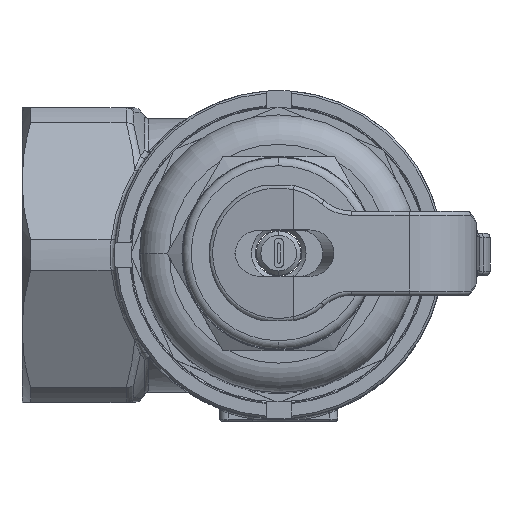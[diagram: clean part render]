
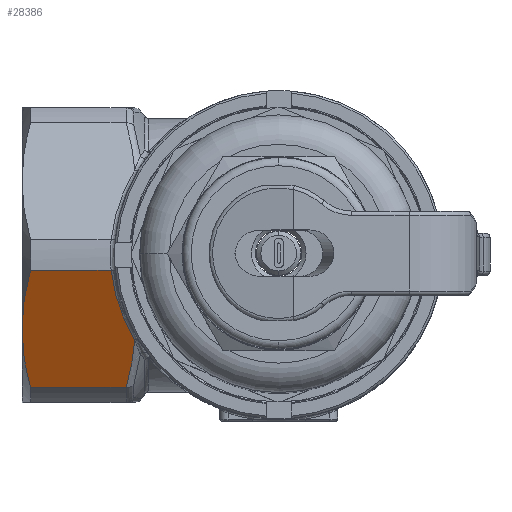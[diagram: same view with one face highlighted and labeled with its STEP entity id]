
A CAD part, top view. The second image highlights one B-rep face of the part: STEP entity #28386.
In plain terms, the highlighted planar face has unit normal (0, -0.5, 0.866).
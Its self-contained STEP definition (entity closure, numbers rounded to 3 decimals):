
#27615=CARTESIAN_POINT('',(-61.,-17.5,30.311));
#27616=VERTEX_POINT('',#27615);
#27788=CARTESIAN_POINT('',(-58.979,-3.61,38.33));
#27789=VERTEX_POINT('',#27788);
#27790=CARTESIAN_POINT('',(-39.828,-3.61,38.33));
#27791=VERTEX_POINT('',#27790);
#27792=CARTESIAN_POINT('',(-58.979,-3.61,38.33));
#27793=DIRECTION('',(1.,0.,0.));
#27794=VECTOR('',#27793,19.151);
#27795=LINE('',#27792,#27794);
#27796=EDGE_CURVE('NONE',#27789,#27791,#27795,.T.);
#28084=CARTESIAN_POINT('',(-58.979,-31.39,22.291));
#28085=VERTEX_POINT('',#28084);
#28119=CARTESIAN_POINT('',(-36.265,-31.39,22.291));
#28120=VERTEX_POINT('',#28119);
#28128=CARTESIAN_POINT('',(-36.265,-31.39,22.291));
#28129=DIRECTION('',(-1.,-0.,-0.));
#28130=VECTOR('',#28129,22.714);
#28131=LINE('',#28128,#28130);
#28132=EDGE_CURVE('NONE',#28120,#28085,#28131,.T.);
#28330=CARTESIAN_POINT('',(0.001,-35.,20.207));
#28331=DIRECTION('',(0.,0.5,-0.866));
#28332=DIRECTION('',(-0.,0.866,0.5));
#28333=AXIS2_PLACEMENT_3D('',#28330,#28331,#28332);
#28334=PLANE('',#28333);
#28335=CARTESIAN_POINT('',(-34.22,-20.213,28.745));
#28336=VERTEX_POINT('',#28335);
#28337=CARTESIAN_POINT('',(-36.265,-31.39,22.291));
#28338=CARTESIAN_POINT('',(-35.731,-29.557,23.35));
#28339=CARTESIAN_POINT('',(-35.278,-27.708,24.417));
#28340=CARTESIAN_POINT('',(-34.58,-23.975,26.573));
#28341=CARTESIAN_POINT('',(-34.338,-22.099,27.656));
#28342=CARTESIAN_POINT('',(-34.22,-20.213,28.745));
#28343=B_SPLINE_CURVE_WITH_KNOTS('',3,(#28337,#28338,#28339,#28340,#28341,#28342),.UNSPECIFIED.,.F.,.F.,(4,2,4),(0.,0.007,0.013),.UNSPECIFIED.);
#28344=EDGE_CURVE('NONE',#28120,#28336,#28343,.T.);
#28345=ORIENTED_EDGE('',*,*,#28344,.T.);
#28346=CARTESIAN_POINT('',(-39.788,-3.608,38.331));
#28347=VERTEX_POINT('',#28346);
#28348=CARTESIAN_POINT('',(-34.22,-20.213,28.745));
#28349=CARTESIAN_POINT('',(-37.292,-15.136,31.675));
#28350=CARTESIAN_POINT('',(-39.179,-9.511,34.924));
#28351=CARTESIAN_POINT('',(-39.788,-3.608,38.331));
#28352=(BOUNDED_CURVE()
B_SPLINE_CURVE(3,(#28348,#28349,#28350,#28351),.UNSPECIFIED.,.F.,.F.)
B_SPLINE_CURVE_WITH_KNOTS((4,4),(4.168,4.61),.UNSPECIFIED.)
CURVE()
GEOMETRIC_REPRESENTATION_ITEM()
RATIONAL_B_SPLINE_CURVE((1.,0.984,0.984,1.))
REPRESENTATION_ITEM(''));
#28353=EDGE_CURVE('NONE',#28336,#28347,#28352,.T.);
#28354=ORIENTED_EDGE('',*,*,#28353,.T.);
#28355=CARTESIAN_POINT('',(-39.788,-3.608,38.331));
#28356=CARTESIAN_POINT('',(-39.802,-3.609,38.331));
#28357=CARTESIAN_POINT('',(-39.815,-3.61,38.33));
#28358=CARTESIAN_POINT('',(-39.828,-3.61,38.33));
#28359=B_SPLINE_CURVE_WITH_KNOTS('',3,(#28355,#28356,#28357,#28358),.UNSPECIFIED.,.F.,.F.,(4,4),(0.,0.),.UNSPECIFIED.);
#28360=EDGE_CURVE('NONE',#28347,#27791,#28359,.T.);
#28361=ORIENTED_EDGE('',*,*,#28360,.T.);
#28362=ORIENTED_EDGE('',*,*,#27796,.F.);
#28363=CARTESIAN_POINT('',(-58.979,-3.61,38.33));
#28364=CARTESIAN_POINT('',(-59.616,-5.902,37.007));
#28365=CARTESIAN_POINT('',(-60.125,-8.204,35.678));
#28366=CARTESIAN_POINT('',(-60.817,-12.832,33.006));
#28367=CARTESIAN_POINT('',(-61.,-15.159,31.662));
#28368=CARTESIAN_POINT('',(-61.,-17.5,30.311));
#28369=B_SPLINE_CURVE_WITH_KNOTS('',3,(#28363,#28364,#28365,#28366,#28367,#28368),.UNSPECIFIED.,.F.,.F.,(4,2,4),(0.,0.008,0.016),.UNSPECIFIED.);
#28370=EDGE_CURVE('NONE',#27789,#27616,#28369,.T.);
#28371=ORIENTED_EDGE('',*,*,#28370,.T.);
#28372=CARTESIAN_POINT('',(-61.,-17.5,30.311));
#28373=CARTESIAN_POINT('',(-61.,-18.662,29.64));
#28374=CARTESIAN_POINT('',(-60.955,-19.827,28.967));
#28375=CARTESIAN_POINT('',(-60.777,-22.164,27.618));
#28376=CARTESIAN_POINT('',(-60.643,-23.333,26.943));
#28377=CARTESIAN_POINT('',(-60.122,-26.813,24.934));
#28378=CARTESIAN_POINT('',(-59.612,-29.11,23.608));
#28379=CARTESIAN_POINT('',(-58.979,-31.39,22.291));
#28380=B_SPLINE_CURVE_WITH_KNOTS('',3,(#28372,#28373,#28374,#28375,#28376,#28377,#28378,#28379),.UNSPECIFIED.,.F.,.F.,(4,2,2,4),(0.016,0.02,0.024,0.032),.UNSPECIFIED.);
#28381=EDGE_CURVE('NONE',#27616,#28085,#28380,.T.);
#28382=ORIENTED_EDGE('',*,*,#28381,.T.);
#28383=ORIENTED_EDGE('',*,*,#28132,.F.);
#28384=EDGE_LOOP('',(#28345,#28354,#28361,#28362,#28371,#28382,#28383));
#28385=FACE_BOUND('',#28384,.T.);
#28386=ADVANCED_FACE('NONE',(#28385),#28334,.F.);
